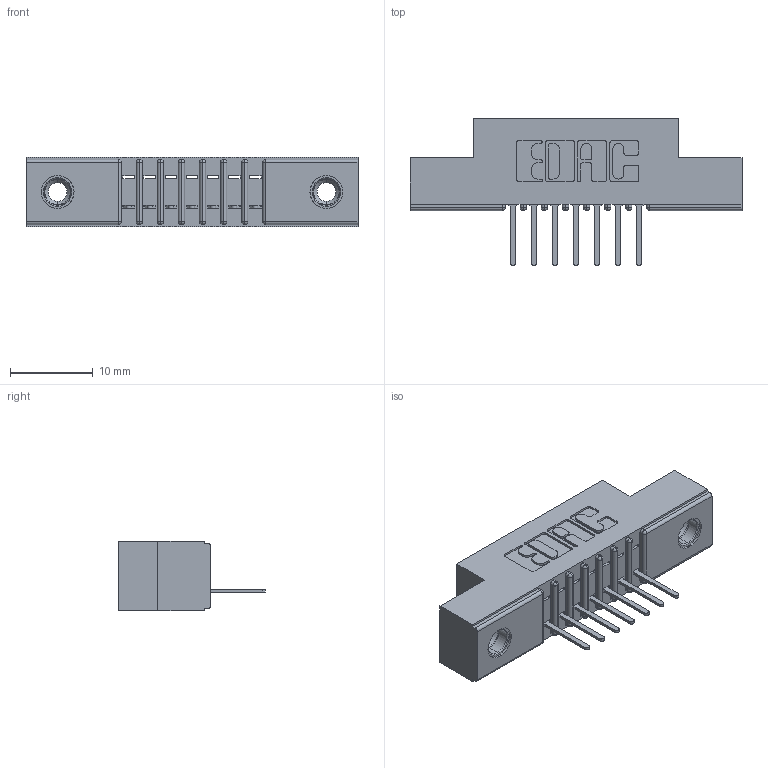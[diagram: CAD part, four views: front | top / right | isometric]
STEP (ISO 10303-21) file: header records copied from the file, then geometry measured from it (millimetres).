
FILE_DESCRIPTION (( 'STEP AP203' ), '1' );
FILE_NAME ('391-007-521-108.STEP', '2018-08-08T15:27:43', ( '' ), ( '' ), 'SwSTEP 2.0', 'SolidWorks 2016', '' );
FILE_SCHEMA (( 'CONFIG_CONTROL_DESIGN' ));
Length unit declared in the file: inch
Products named in the file (4): 341 Part_.156 (3.96) Dia Mounting Holes; 341-292-001_341-292-121; 345-250-001_345-250-003-102; 391-007-521-108
Assembly tree (10 placements, depth 2):
  391-007-521-108
    341 Part_.156 (3.96) Dia Mounting Holes
    341-292-001_341-292-121  x7
    345-250-001_345-250-003-102  x2
Bounding box: 40.01 x 17.7 x 8.38 mm (x, y, z)
Volume: 2267.1 mm3; surface area: 3515.2 mm2
Topology: 10 solids, 10 shells, 750 faces, 2111 edges, 1354 vertices
Faces by surface type: plane 457, cylinder 249, sphere 16, torus 16, cone 12
Entity records: 14095 total; most frequent: CARTESIAN_POINT 2357, ORIENTED_EDGE 2338, DIRECTION 2315, EDGE_CURVE 1169, VECTOR 903, LINE 903, VERTEX_POINT 748, AXIS2_PLACEMENT_3D 706
